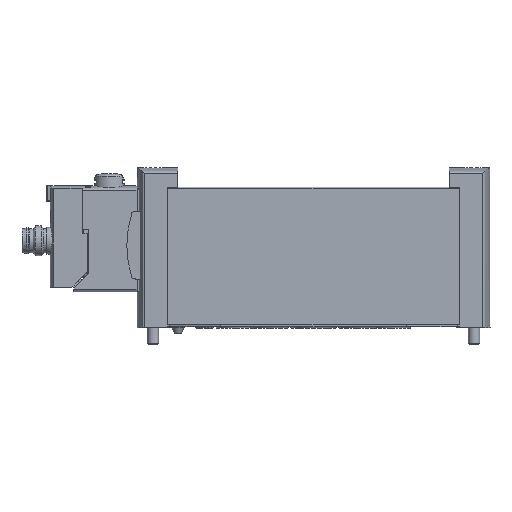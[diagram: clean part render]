
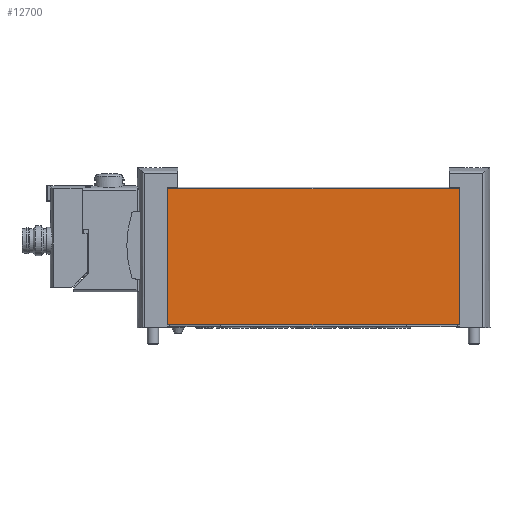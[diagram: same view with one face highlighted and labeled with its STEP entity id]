
A CAD part, top view. The second image highlights one B-rep face of the part: STEP entity #12700.
In plain terms, the highlighted planar face has unit normal (0, 0, 1).
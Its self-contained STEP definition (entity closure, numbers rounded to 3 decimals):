
#156=PLANE('',#15163);
#1272=LINE('',#20738,#2428);
#1281=LINE('',#20772,#2437);
#1286=LINE('',#20788,#2442);
#1289=LINE('',#20794,#2445);
#2428=VECTOR('',#16647,1000.);
#2437=VECTOR('',#16678,1000.);
#2442=VECTOR('',#16697,1000.);
#2445=VECTOR('',#16706,1000.);
#3723=ORIENTED_EDGE('',*,*,#7437,.T.);
#3724=ORIENTED_EDGE('',*,*,#7428,.F.);
#3725=ORIENTED_EDGE('',*,*,#7440,.F.);
#3726=ORIENTED_EDGE('',*,*,#7409,.T.);
#7409=EDGE_CURVE('',#9272,#9271,#1272,.T.);
#7428=EDGE_CURVE('',#9285,#9282,#1281,.T.);
#7437=EDGE_CURVE('',#9271,#9282,#1286,.T.);
#7440=EDGE_CURVE('',#9272,#9285,#1289,.T.);
#9271=VERTEX_POINT('',#20737);
#9272=VERTEX_POINT('',#20739);
#9282=VERTEX_POINT('',#20762);
#9285=VERTEX_POINT('',#20771);
#10568=EDGE_LOOP('',(#3723,#3724,#3725,#3726));
#11534=FACE_BOUND('',#10568,.T.);
#12700=ADVANCED_FACE('',(#11534),#156,.F.);
#15163=AXIS2_PLACEMENT_3D('',#20795,#16707,#16708);
#16647=DIRECTION('',(-1.,0.,0.));
#16678=DIRECTION('',(-1.,0.,0.));
#16697=DIRECTION('',(0.,-1.,0.));
#16706=DIRECTION('',(0.,-1.,0.));
#16707=DIRECTION('',(0.,0.,-1.));
#16708=DIRECTION('',(-1.,0.,0.));
#20737=CARTESIAN_POINT('',(-39.2,36.6,9.15));
#20738=CARTESIAN_POINT('',(39.2,36.6,9.15));
#20739=CARTESIAN_POINT('',(39.2,36.6,9.15));
#20762=CARTESIAN_POINT('',(-39.2,0.,9.15));
#20771=CARTESIAN_POINT('',(39.2,0.,9.15));
#20772=CARTESIAN_POINT('',(39.2,0.,9.15));
#20788=CARTESIAN_POINT('',(-39.2,36.6,9.15));
#20794=CARTESIAN_POINT('',(39.2,36.6,9.15));
#20795=CARTESIAN_POINT('',(39.2,36.6,9.15));
